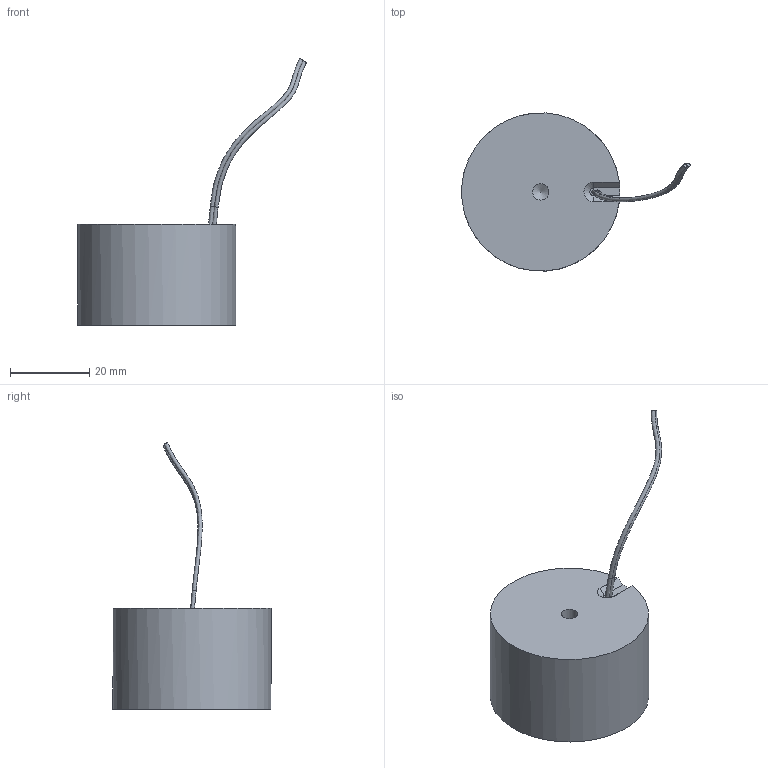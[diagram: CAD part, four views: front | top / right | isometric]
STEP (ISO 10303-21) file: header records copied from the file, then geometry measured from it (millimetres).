
FILE_DESCRIPTION(/* description */ ('ELECTRO MAGNET D40x25.5'),/* implementation_level */ '2;1');
FILE_NAME(/* name */ 'EHRO004001 - Customer.stp',/* time_stamp */ '2014-03-07T08:07:00+01:00',/* author */ ('bs'),/* organization */ (''),/* preprocessor_version */ 'ST-DEVELOPER v15.2',/* originating_system */ 'Autodesk Inventor 2014',/* authorisation */ '');
FILE_SCHEMA (('AUTOMOTIVE_DESIGN { 1 0 10303 214 3 1 1 }'));
Length unit declared in the file: millimetre
Products named in the file (1): EHRO004001
Bounding box: 57.74 x 39.95 x 67.31 mm (x, y, z)
Volume: 31681.5 mm3; surface area: 13113.5 mm2
Topology: 1 solids, 2 shells, 25 faces, 45 edges, 26 vertices
Faces by surface type: plane 11, bspline 6, cylinder 6, cone 2
Full cylindrical faces by diameter (mm): 4.134 x1, 17.9 x1, 18 x1, 35.7 x1, 35.8 x1, 40 x1
Entity records: 1472 total; most frequent: CARTESIAN_POINT 1000, DIRECTION 97, ORIENTED_EDGE 74, AXIS2_PLACEMENT_3D 45, EDGE_LOOP 37, EDGE_CURVE 35, ADVANCED_FACE 25, VERTEX_POINT 24
